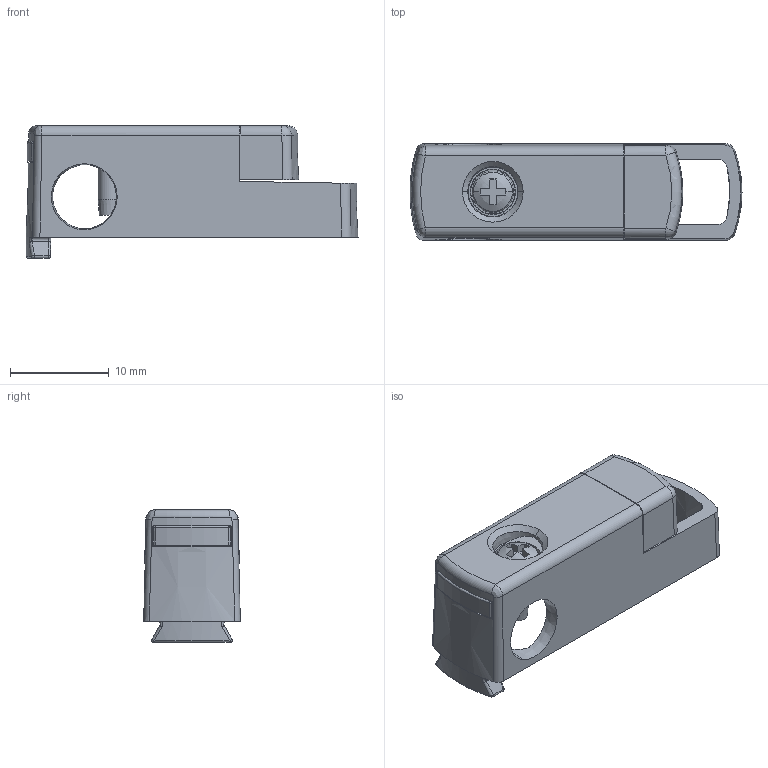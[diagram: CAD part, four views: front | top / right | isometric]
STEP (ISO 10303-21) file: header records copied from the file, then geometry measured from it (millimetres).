
FILE_DESCRIPTION(('FreeCAD Model'),'2;1');
FILE_NAME('3D-KT5-KN.step','2020-05-04T10:45:08' ,('Author'),(''),'Open CASCADE STEP processor 7.2','FreeCAD','Unknown' );
FILE_SCHEMA(('AUTOMOTIVE_DESIGN { 1 0 10303 214 1 1 1 1 }'));
Length unit declared in the file: millimetre
Products named in the file (6): 10004827001_ASM; 10004928453; 10004827000; 10004851428; SOLID; SHELL
Assembly tree (5 placements, depth 3):
  10004827001_ASM
    10004928453
    10004827000
    10004851428
      SOLID
      SHELL
Bounding box: 33.65 x 9.8 x 13.45 mm (x, y, z)
Volume: 1562.3 mm3; surface area: 2647.1 mm2
Topology: 3 solids, 4 shells, 284 faces, 770 edges, 492 vertices
Faces by surface type: plane 119, cylinder 75, bspline 30, torus 26, cone 26, sphere 8
Entity records: 30216 total; most frequent: CARTESIAN_POINT 14815, DIRECTION 2293, ORIENTED_EDGE 1528, PCURVE 1528, DEFINITIONAL_REPRESENTATION 1528, LINE 1306, VECTOR 1306, EDGE_CURVE 766
